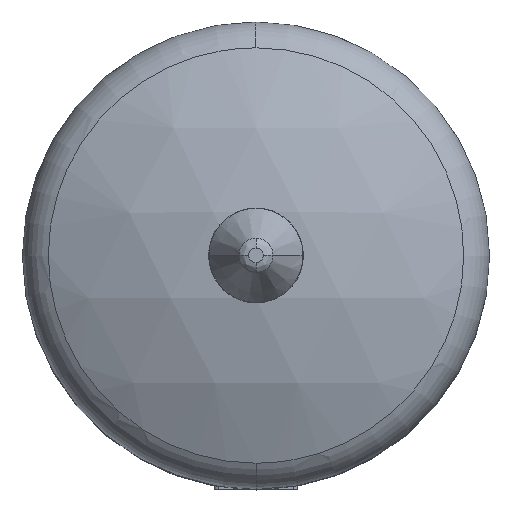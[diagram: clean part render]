
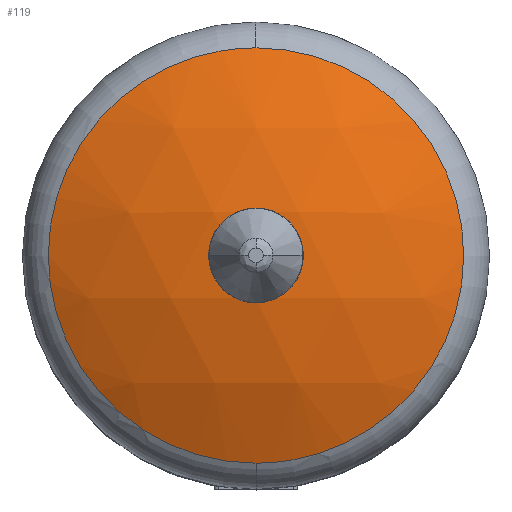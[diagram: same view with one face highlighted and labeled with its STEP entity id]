
A CAD part, top view. The second image highlights one B-rep face of the part: STEP entity #119.
In plain terms, the highlighted spherical face has radius 207 mm.
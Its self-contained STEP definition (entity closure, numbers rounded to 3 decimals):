
#32=CARTESIAN_POINT('Axis2P3D Location',(0.,0.,107.)) ;
#38=CARTESIAN_POINT('Control Point',(-91.568,0.,292.645)) ;
#39=CARTESIAN_POINT('Control Point',(-91.568,8.909,292.645)) ;
#40=CARTESIAN_POINT('Control Point',(-90.485,17.819,292.645)) ;
#41=CARTESIAN_POINT('Control Point',(-88.316,26.56,292.645)) ;
#42=CARTESIAN_POINT('Control Point',(-82.208,42.505,292.645)) ;
#43=CARTESIAN_POINT('Control Point',(-72.675,56.569,292.645)) ;
#44=CARTESIAN_POINT('Control Point',(-67.454,62.694,292.645)) ;
#45=CARTESIAN_POINT('Control Point',(-55.669,73.799,292.645)) ;
#46=CARTESIAN_POINT('Control Point',(-41.966,81.981,292.645)) ;
#47=CARTESIAN_POINT('Control Point',(-34.664,85.31,292.645)) ;
#48=CARTESIAN_POINT('Control Point',(-23.35,89.063,292.645)) ;
#49=CARTESIAN_POINT('Control Point',(-11.729,90.941,292.645)) ;
#50=CARTESIAN_POINT('Control Point',(-7.827,91.359,292.645)) ;
#51=CARTESIAN_POINT('Control Point',(-3.913,91.568,292.645)) ;
#52=CARTESIAN_POINT('Control Point',(0.,91.568,292.645)) ;
#53=CARTESIAN_POINT('Vertex',(-91.568,0.,292.645)) ;
#55=CARTESIAN_POINT('Vertex',(0.,91.568,292.645)) ;
#59=CARTESIAN_POINT('Control Point',(0.,-91.568,292.645)) ;
#60=CARTESIAN_POINT('Control Point',(-7.742,-91.568,292.645)) ;
#61=CARTESIAN_POINT('Control Point',(-15.483,-90.75,292.645)) ;
#62=CARTESIAN_POINT('Control Point',(-23.144,-89.114,292.645)) ;
#63=CARTESIAN_POINT('Control Point',(-38.066,-84.211,292.645)) ;
#64=CARTESIAN_POINT('Control Point',(-51.828,-76.116,292.645)) ;
#65=CARTESIAN_POINT('Control Point',(-58.278,-71.315,292.645)) ;
#66=CARTESIAN_POINT('Control Point',(-70.335,-60.067,292.645)) ;
#67=CARTESIAN_POINT('Control Point',(-79.687,-46.289,292.645)) ;
#68=CARTESIAN_POINT('Control Point',(-83.627,-38.723,292.645)) ;
#69=CARTESIAN_POINT('Control Point',(-88.292,-26.479,292.645)) ;
#70=CARTESIAN_POINT('Control Point',(-90.716,-13.659,292.645)) ;
#71=CARTESIAN_POINT('Control Point',(-91.284,-9.122,292.645)) ;
#72=CARTESIAN_POINT('Control Point',(-91.568,-4.561,292.645)) ;
#73=CARTESIAN_POINT('Control Point',(-91.568,0.,292.645)) ;
#74=CARTESIAN_POINT('Vertex',(0.,-91.568,292.645)) ;
#78=CARTESIAN_POINT('Control Point',(91.568,0.,292.645)) ;
#79=CARTESIAN_POINT('Control Point',(91.568,-8.909,292.645)) ;
#80=CARTESIAN_POINT('Control Point',(90.485,-17.819,292.645)) ;
#81=CARTESIAN_POINT('Control Point',(88.316,-26.56,292.645)) ;
#82=CARTESIAN_POINT('Control Point',(82.208,-42.505,292.645)) ;
#83=CARTESIAN_POINT('Control Point',(72.675,-56.569,292.645)) ;
#84=CARTESIAN_POINT('Control Point',(67.454,-62.694,292.645)) ;
#85=CARTESIAN_POINT('Control Point',(55.669,-73.799,292.645)) ;
#86=CARTESIAN_POINT('Control Point',(41.966,-81.981,292.645)) ;
#87=CARTESIAN_POINT('Control Point',(34.664,-85.31,292.645)) ;
#88=CARTESIAN_POINT('Control Point',(23.35,-89.063,292.645)) ;
#89=CARTESIAN_POINT('Control Point',(11.729,-90.941,292.645)) ;
#90=CARTESIAN_POINT('Control Point',(7.827,-91.359,292.645)) ;
#91=CARTESIAN_POINT('Control Point',(3.913,-91.568,292.645)) ;
#92=CARTESIAN_POINT('Control Point',(0.,-91.568,292.645)) ;
#93=CARTESIAN_POINT('Vertex',(91.568,0.,292.645)) ;
#97=CARTESIAN_POINT('Control Point',(0.,91.568,292.645)) ;
#98=CARTESIAN_POINT('Control Point',(7.742,91.568,292.645)) ;
#99=CARTESIAN_POINT('Control Point',(15.483,90.75,292.645)) ;
#100=CARTESIAN_POINT('Control Point',(23.144,89.114,292.645)) ;
#101=CARTESIAN_POINT('Control Point',(38.066,84.211,292.645)) ;
#102=CARTESIAN_POINT('Control Point',(51.828,76.116,292.645)) ;
#103=CARTESIAN_POINT('Control Point',(58.278,71.315,292.645)) ;
#104=CARTESIAN_POINT('Control Point',(70.335,60.067,292.645)) ;
#105=CARTESIAN_POINT('Control Point',(79.687,46.289,292.645)) ;
#106=CARTESIAN_POINT('Control Point',(83.627,38.723,292.645)) ;
#107=CARTESIAN_POINT('Control Point',(88.292,26.479,292.645)) ;
#108=CARTESIAN_POINT('Control Point',(90.716,13.659,292.645)) ;
#109=CARTESIAN_POINT('Control Point',(91.284,9.122,292.645)) ;
#110=CARTESIAN_POINT('Control Point',(91.568,4.561,292.645)) ;
#111=CARTESIAN_POINT('Control Point',(91.568,0.,292.645)) ;
#33=DIRECTION('Axis2P3D Direction',(0.,-1.,0.)) ;
#34=DIRECTION('Axis2P3D XDirection',(0.,0.,1.)) ;
#35=AXIS2_PLACEMENT_3D('Sphere Axis2P3D',#32,#33,#34) ;
#36=SPHERICAL_SURFACE('',#35,207.) ;
#57=EDGE_CURVE('',#54,#56,#37,.T.) ;
#76=EDGE_CURVE('',#75,#54,#58,.T.) ;
#95=EDGE_CURVE('',#94,#75,#77,.T.) ;
#112=EDGE_CURVE('',#56,#94,#96,.T.) ;
#114=ORIENTED_EDGE('',*,*,#57,.F.) ;
#115=ORIENTED_EDGE('',*,*,#76,.F.) ;
#116=ORIENTED_EDGE('',*,*,#95,.F.) ;
#117=ORIENTED_EDGE('',*,*,#112,.F.) ;
#113=EDGE_LOOP('',(#114,#115,#116,#117)) ;
#54=VERTEX_POINT('',#53) ;
#56=VERTEX_POINT('',#55) ;
#75=VERTEX_POINT('',#74) ;
#94=VERTEX_POINT('',#93) ;
#119=ADVANCED_FACE('vaso',(#118),#36,.T.) ;
#37=B_SPLINE_CURVE_WITH_KNOTS('',5,(#38,#39,#40,#41,#42,#43,#44,#45,#46,#47,#48,#49,#50,#51,#52),.UNSPECIFIED.,.F.,.U.,(6,3,3,3,6),(0.,62.999,119.874,178.323,207.629),.UNSPECIFIED.) ;
#58=B_SPLINE_CURVE_WITH_KNOTS('',5,(#59,#60,#61,#62,#63,#64,#65,#66,#67,#68,#69,#70,#71,#72,#73),.UNSPECIFIED.,.F.,.U.,(6,3,3,3,6),(0.,57.975,115.555,175.382,207.632),.UNSPECIFIED.) ;
#77=B_SPLINE_CURVE_WITH_KNOTS('',5,(#78,#79,#80,#81,#82,#83,#84,#85,#86,#87,#88,#89,#90,#91,#92),.UNSPECIFIED.,.F.,.U.,(6,3,3,3,6),(0.,62.999,119.874,178.323,207.629),.UNSPECIFIED.) ;
#96=B_SPLINE_CURVE_WITH_KNOTS('',5,(#97,#98,#99,#100,#101,#102,#103,#104,#105,#106,#107,#108,#109,#110,#111),.UNSPECIFIED.,.F.,.U.,(6,3,3,3,6),(0.,57.975,115.555,175.382,207.632),.UNSPECIFIED.) ;
#118=FACE_OUTER_BOUND('',#113,.T.) ;
